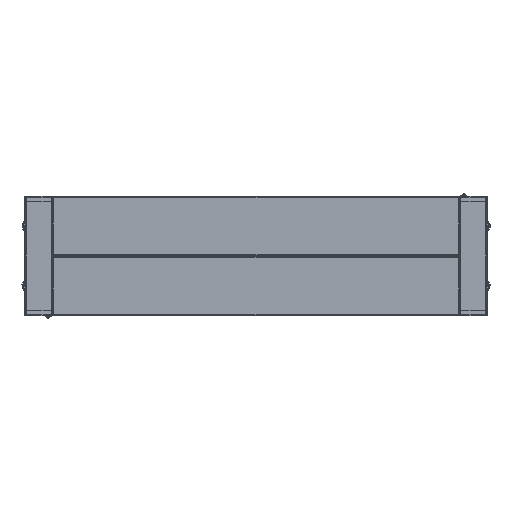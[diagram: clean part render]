
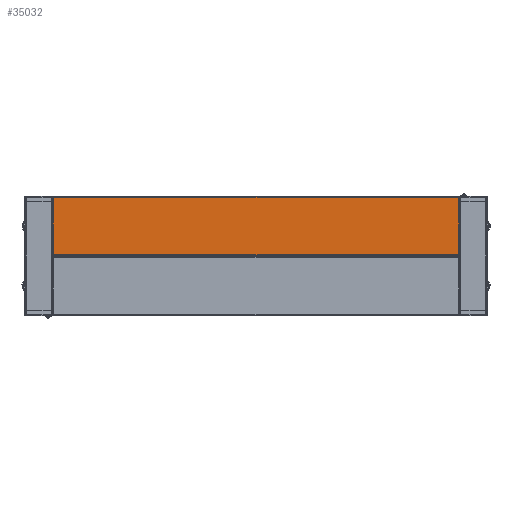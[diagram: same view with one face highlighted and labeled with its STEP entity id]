
A CAD part, left-side view. The second image highlights one B-rep face of the part: STEP entity #35032.
In plain terms, the highlighted planar face has unit normal (-1, 0, 0).
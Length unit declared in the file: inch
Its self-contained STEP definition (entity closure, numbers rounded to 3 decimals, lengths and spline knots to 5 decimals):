
#231 = EDGE_CURVE ( 'NONE', #10431, #31895, #67031, .T. ) ;
#1461 = PLANE ( 'NONE',  #60163 ) ;
#2393 = LINE ( 'NONE', #52696, #40177 ) ;
#10431 = VERTEX_POINT ( 'NONE', #26345 ) ;
#13436 = FACE_OUTER_BOUND ( 'NONE', #24328, .T. ) ;
#14854 = EDGE_CURVE ( 'NONE', #31895, #75821, #2393, .T. ) ;
#21516 = VECTOR ( 'NONE', #51780, 39.37008 ) ;
#23287 = DIRECTION ( 'NONE',  ( 0., 0., 1. ) ) ;
#24328 = EDGE_LOOP ( 'NONE', ( #29348, #49012, #76698, #60746 ) ) ;
#26281 = CARTESIAN_POINT ( 'NONE',  ( -19.64567, -9.42913, 3.93701 ) ) ;
#26345 = CARTESIAN_POINT ( 'NONE',  ( -19.64567, 17.30315, 2.00787 ) ) ;
#26628 = DIRECTION ( 'NONE',  ( 0., 0., 1. ) ) ;
#27185 = EDGE_CURVE ( 'NONE', #77962, #10431, #68757, .T. ) ;
#29348 = ORIENTED_EDGE ( 'NONE', *, *, #231, .F. ) ;
#30682 = CARTESIAN_POINT ( 'NONE',  ( -19.64567, -9.42913, 5.86614 ) ) ;
#31895 = VERTEX_POINT ( 'NONE', #60216 ) ;
#33673 = DIRECTION ( 'NONE',  ( 0., -1., 0. ) ) ;
#35032 = ADVANCED_FACE ( 'NONE', ( #13436 ), #1461, .F. ) ;
#35602 = CARTESIAN_POINT ( 'NONE',  ( -19.64567, 17.30315, 3.93701 ) ) ;
#37680 = CARTESIAN_POINT ( 'NONE',  ( -19.64567, 3.93701, 2.00787 ) ) ;
#40177 = VECTOR ( 'NONE', #33673, 39.37008 ) ;
#43242 = VECTOR ( 'NONE', #62918, 39.37008 ) ;
#49012 = ORIENTED_EDGE ( 'NONE', *, *, #27185, .F. ) ;
#51780 = DIRECTION ( 'NONE',  ( 0., 0., -1. ) ) ;
#52199 = LINE ( 'NONE', #26281, #21516 ) ;
#52696 = CARTESIAN_POINT ( 'NONE',  ( -19.64567, 3.93701, 5.86614 ) ) ;
#56599 = VECTOR ( 'NONE', #23287, 39.37008 ) ;
#60163 = AXIS2_PLACEMENT_3D ( 'NONE', #63361, #69971, #26628 ) ;
#60216 = CARTESIAN_POINT ( 'NONE',  ( -19.64567, 17.30315, 5.86614 ) ) ;
#60746 = ORIENTED_EDGE ( 'NONE', *, *, #14854, .F. ) ;
#61004 = EDGE_CURVE ( 'NONE', #75821, #77962, #52199, .T. ) ;
#62918 = DIRECTION ( 'NONE',  ( 0., 1., 0. ) ) ;
#63361 = CARTESIAN_POINT ( 'NONE',  ( -19.64567, 3.93701, 3.93701 ) ) ;
#67031 = LINE ( 'NONE', #35602, #56599 ) ;
#68415 = CARTESIAN_POINT ( 'NONE',  ( -19.64567, -9.42913, 2.00787 ) ) ;
#68757 = LINE ( 'NONE', #37680, #43242 ) ;
#69971 = DIRECTION ( 'NONE',  ( 1., 0., 0. ) ) ;
#75821 = VERTEX_POINT ( 'NONE', #30682 ) ;
#76698 = ORIENTED_EDGE ( 'NONE', *, *, #61004, .F. ) ;
#77962 = VERTEX_POINT ( 'NONE', #68415 ) ;
